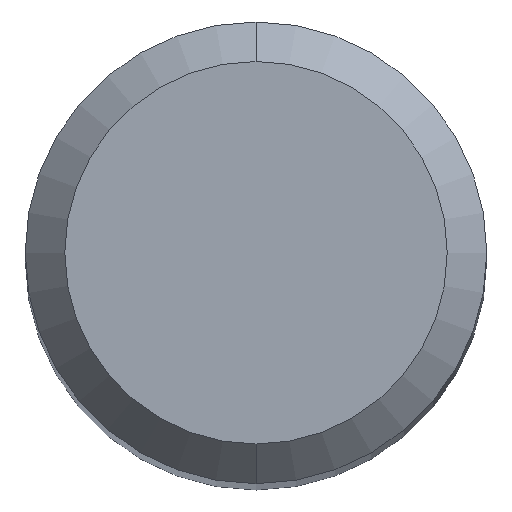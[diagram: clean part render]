
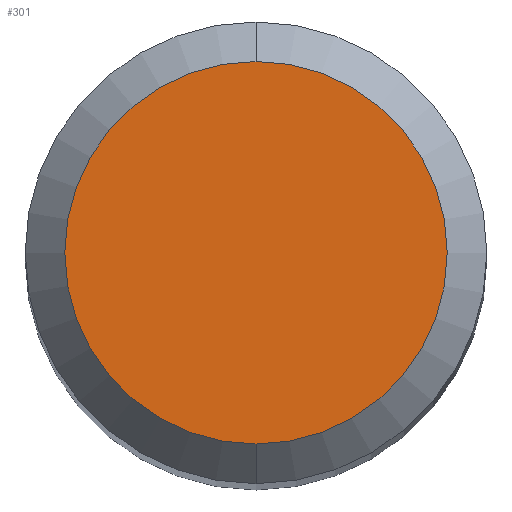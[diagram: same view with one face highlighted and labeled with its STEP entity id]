
A CAD part, top view. The second image highlights one B-rep face of the part: STEP entity #301.
In plain terms, the highlighted planar face has unit normal (0, 0, 1).
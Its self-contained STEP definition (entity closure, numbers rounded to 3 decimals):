
#169=EDGE_CURVE('',#277,#189,#406,.T.);
#189=VERTEX_POINT('',#427);
#277=VERTEX_POINT('',#529);
#299=EDGE_CURVE('',#189,#277,#552,.T.);
#301=ADVANCED_FACE('',(#554),#555,.T.);
#406=CIRCLE('',#669,1.45);
#427=CARTESIAN_POINT('',(0.0,1.45,0.0));
#529=CARTESIAN_POINT('',(0.,-1.45,0.0));
#552=CIRCLE('',#855,1.45);
#554=FACE_OUTER_BOUND('',#857,.T.);
#555=PLANE('',#858);
#669=AXIS2_PLACEMENT_3D('',#989,#990,#991);
#855=AXIS2_PLACEMENT_3D('',#1175,#1176,#1177);
#857=EDGE_LOOP('',(#1179,#1180));
#858=AXIS2_PLACEMENT_3D('',#1181,#1182,#1183);
#989=CARTESIAN_POINT('',(0.0,0.0,0.0));
#990=DIRECTION('',(0.0,0.0,-1.0));
#991=DIRECTION('',(0.0,1.0,0.0));
#1175=CARTESIAN_POINT('',(0.0,0.0,0.0));
#1176=DIRECTION('',(0.0,0.0,-1.0));
#1177=DIRECTION('',(0.0,1.0,0.0));
#1179=ORIENTED_EDGE('',*,*,#299,.F.);
#1180=ORIENTED_EDGE('',*,*,#169,.F.);
#1181=CARTESIAN_POINT('',(0.0,0.725,0.0));
#1182=DIRECTION('',(-0.0,0.0,1.0));
#1183=DIRECTION('',(0.0,-1.0,0.0));
